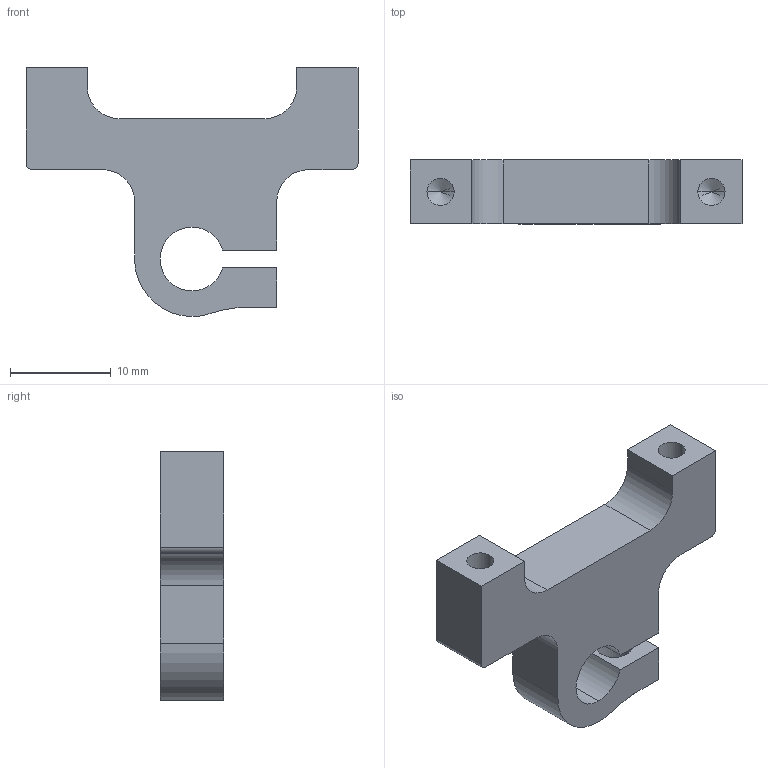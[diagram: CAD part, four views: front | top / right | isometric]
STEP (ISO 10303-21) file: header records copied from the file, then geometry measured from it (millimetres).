
FILE_DESCRIPTION (( 'STEP AP203' ), '1' );
FILE_NAME ('585542.STEP', '2014-07-15T15:15:09', ( 'Kyle' ), ( 'Microsoft' ), 'SwSTEP 2.0', 'SolidWorks 2014', '' );
FILE_SCHEMA (( 'CONFIG_CONTROL_DESIGN' ));
Length unit declared in the file: inch
Products named in the file (1): 585542
Bounding box: 33.02 x 6.35 x 24.77 mm (x, y, z)
Volume: 2308.9 mm3; surface area: 1912.5 mm2
Topology: 1 solids, 1 shells, 44 faces, 120 edges, 75 vertices
Faces by surface type: cylinder 21, plane 17, cone 6
Entity records: 1467 total; most frequent: CARTESIAN_POINT 265, DIRECTION 244, ORIENTED_EDGE 228, EDGE_CURVE 114, AXIS2_PLACEMENT_3D 86, VERTEX_POINT 75, LINE 72, VECTOR 72
